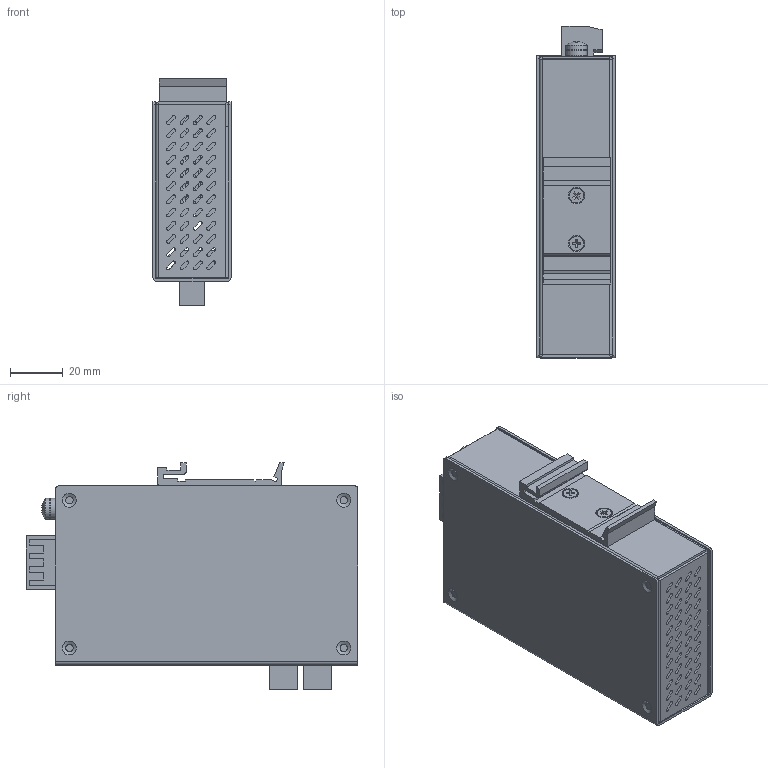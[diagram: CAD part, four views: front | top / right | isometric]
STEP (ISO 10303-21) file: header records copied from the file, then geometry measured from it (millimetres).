
FILE_DESCRIPTION (( 'STEP AP214' ), '1' );
FILE_NAME ('SE2-SW5U-1C1-T.STEP', '2018-06-26T16:44:23', ( '' ), ( '' ), 'SwSTEP 2.0', 'SolidWorks 2017', '' );
FILE_SCHEMA (( 'AUTOMOTIVE_DESIGN' ));
Length unit declared in the file: inch
Products named in the file (1): SE2-SW5U-1C1-T
Bounding box: 29.6 x 125.75 x 85.83 mm (x, y, z)
Volume: 47753.8 mm3; surface area: 85714.4 mm2
Topology: 18 solids, 18 shells, 941 faces, 2447 edges, 1596 vertices
Faces by surface type: plane 644, cylinder 250, cone 42, torus 4, sphere 1
Full cylindrical faces by diameter (mm): 2.51 x2, 2.8 x8, 3 x4, 3.1 x3, 3.4 x2, 3.6 x4, 3.8 x4, 3.948 x1, 4 x14, 4.197 x2, 5 x2, 5.5 x2, 8 x2
Entity records: 40593 total; most frequent: CARTESIAN_POINT 5068, DIRECTION 4647, ORIENTED_EDGE 4622, EDGE_CURVE 2311, VECTOR 1773, LINE 1773, VERTEX_POINT 1556, AXIS2_PLACEMENT_3D 1437
